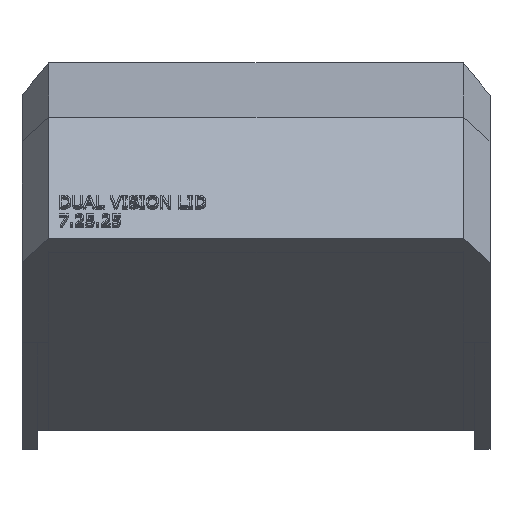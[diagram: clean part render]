
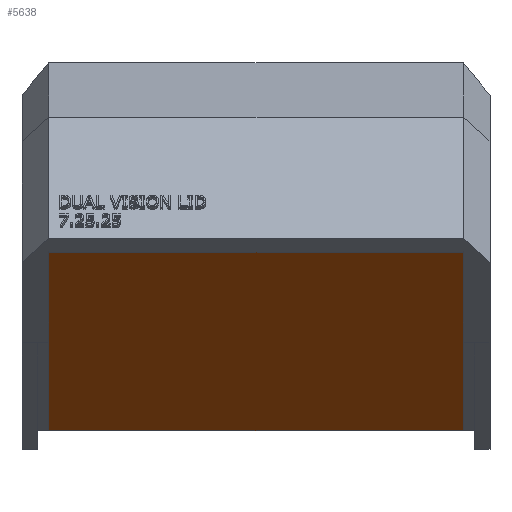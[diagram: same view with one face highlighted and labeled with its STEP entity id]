
A CAD part, front view. The second image highlights one B-rep face of the part: STEP entity #5638.
In plain terms, the highlighted planar face has unit normal (0, -0.574, -0.819).
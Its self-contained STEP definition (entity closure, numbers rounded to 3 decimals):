
#642=FACE_OUTER_BOUND('',#964,.T.);
#964=EDGE_LOOP('',(#5141,#5142,#5143,#5144));
#1548=LINE('',#9786,#2154);
#1561=LINE('',#9812,#2167);
#1568=LINE('',#9826,#2174);
#1570=LINE('',#9829,#2176);
#2154=VECTOR('',#6809,10.);
#2167=VECTOR('',#6836,10.);
#2174=VECTOR('',#6851,10.);
#2176=VECTOR('',#6855,10.);
#2704=VERTEX_POINT('',#9783);
#2705=VERTEX_POINT('',#9785);
#2711=VERTEX_POINT('',#9811);
#2714=VERTEX_POINT('',#9825);
#3502=EDGE_CURVE('',#2704,#2705,#1548,.T.);
#3515=EDGE_CURVE('',#2705,#2711,#1561,.T.);
#3522=EDGE_CURVE('',#2711,#2714,#1568,.T.);
#3524=EDGE_CURVE('',#2704,#2714,#1570,.T.);
#5141=ORIENTED_EDGE('',*,*,#3524,.T.);
#5142=ORIENTED_EDGE('',*,*,#3522,.F.);
#5143=ORIENTED_EDGE('',*,*,#3515,.F.);
#5144=ORIENTED_EDGE('',*,*,#3502,.F.);
#5340=PLANE('',#5857);
#5638=ADVANCED_FACE('',(#642),#5340,.F.);
#5857=AXIS2_PLACEMENT_3D('',#9830,#6856,#6857);
#6809=DIRECTION('',(0.,-0.819,0.574));
#6836=DIRECTION('',(1.,0.,0.));
#6851=DIRECTION('',(0.,0.819,-0.574));
#6855=DIRECTION('',(1.,0.,0.));
#6856=DIRECTION('center_axis',(0.,0.574,0.819));
#6857=DIRECTION('ref_axis',(1.,0.,0.));
#9783=CARTESIAN_POINT('',(-48.732,33.687,17.7));
#9785=CARTESIAN_POINT('',(-48.732,-74.692,93.587));
#9786=CARTESIAN_POINT('',(-48.732,-62.38,84.966));
#9811=CARTESIAN_POINT('',(43.732,-74.692,93.587));
#9812=CARTESIAN_POINT('',(-48.732,-74.692,93.587));
#9825=CARTESIAN_POINT('',(43.732,33.687,17.7));
#9826=CARTESIAN_POINT('',(43.732,-62.38,84.966));
#9829=CARTESIAN_POINT('',(-28.616,33.687,17.7));
#9830=CARTESIAN_POINT('Origin',(-2.5,4.166,38.37));
